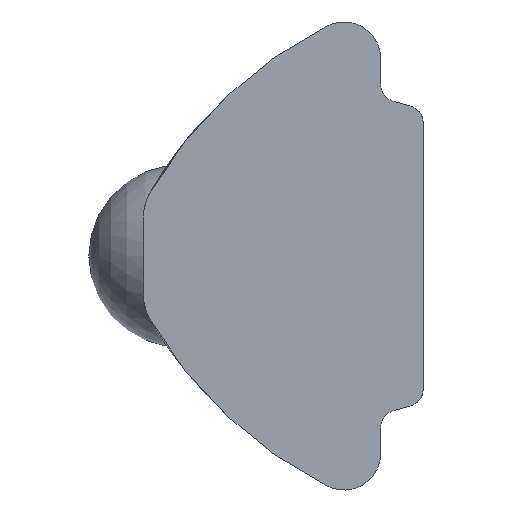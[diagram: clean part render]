
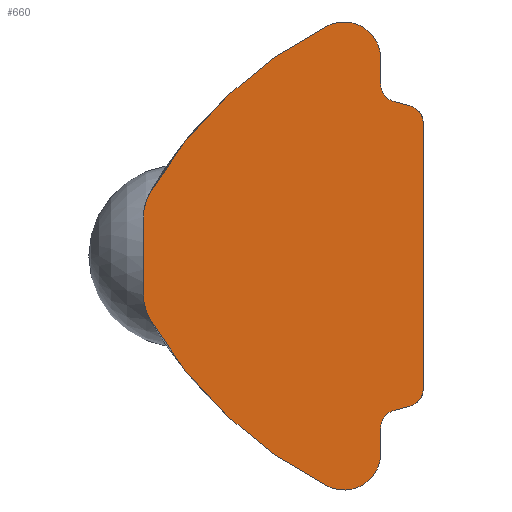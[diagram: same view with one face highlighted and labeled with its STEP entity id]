
A CAD part, left-side view. The second image highlights one B-rep face of the part: STEP entity #660.
In plain terms, the highlighted planar face has unit normal (-1, 0, 0).
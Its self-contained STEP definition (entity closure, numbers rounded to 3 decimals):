
#25=CIRCLE('',#685,7.);
#28=CIRCLE('',#689,0.3);
#29=CIRCLE('',#691,0.3);
#32=CIRCLE('',#695,7.);
#40=CIRCLE('',#711,0.8);
#42=CIRCLE('',#715,0.8);
#43=CIRCLE('',#717,0.6);
#45=CIRCLE('',#721,0.3);
#48=CIRCLE('',#728,0.3);
#50=CIRCLE('',#732,0.6);
#67=PLANE('',#737);
#234=ORIENTED_EDGE('',*,*,#302,.F.);
#235=ORIENTED_EDGE('',*,*,#355,.F.);
#236=ORIENTED_EDGE('',*,*,#352,.F.);
#237=ORIENTED_EDGE('',*,*,#349,.F.);
#238=ORIENTED_EDGE('',*,*,#329,.F.);
#239=ORIENTED_EDGE('',*,*,#378,.F.);
#240=ORIENTED_EDGE('',*,*,#375,.F.);
#241=ORIENTED_EDGE('',*,*,#372,.T.);
#242=ORIENTED_EDGE('',*,*,#369,.F.);
#243=ORIENTED_EDGE('',*,*,#319,.F.);
#244=ORIENTED_EDGE('',*,*,#347,.F.);
#245=ORIENTED_EDGE('',*,*,#311,.F.);
#246=ORIENTED_EDGE('',*,*,#365,.F.);
#247=ORIENTED_EDGE('',*,*,#362,.T.);
#248=ORIENTED_EDGE('',*,*,#359,.F.);
#249=ORIENTED_EDGE('',*,*,#356,.F.);
#302=EDGE_CURVE('',#399,#400,#25,.T.);
#311=EDGE_CURVE('',#408,#409,#28,.T.);
#319=EDGE_CURVE('',#416,#417,#29,.T.);
#329=EDGE_CURVE('',#425,#426,#32,.T.);
#347=EDGE_CURVE('',#409,#416,#474,.T.);
#349=EDGE_CURVE('',#426,#433,#40,.T.);
#352=EDGE_CURVE('',#433,#435,#476,.T.);
#355=EDGE_CURVE('',#435,#399,#42,.T.);
#356=EDGE_CURVE('',#400,#436,#43,.T.);
#359=EDGE_CURVE('',#436,#438,#479,.T.);
#362=EDGE_CURVE('',#440,#438,#45,.T.);
#365=EDGE_CURVE('',#440,#408,#483,.T.);
#369=EDGE_CURVE('',#417,#442,#486,.T.);
#372=EDGE_CURVE('',#444,#442,#48,.T.);
#375=EDGE_CURVE('',#444,#446,#490,.T.);
#378=EDGE_CURVE('',#446,#425,#50,.T.);
#399=VERTEX_POINT('',#981);
#400=VERTEX_POINT('',#983);
#408=VERTEX_POINT('',#1012);
#409=VERTEX_POINT('',#1014);
#416=VERTEX_POINT('',#1047);
#417=VERTEX_POINT('',#1049);
#425=VERTEX_POINT('',#1077);
#426=VERTEX_POINT('',#1079);
#433=VERTEX_POINT('',#1141);
#435=VERTEX_POINT('',#1147);
#436=VERTEX_POINT('',#1157);
#438=VERTEX_POINT('',#1163);
#440=VERTEX_POINT('',#1169);
#442=VERTEX_POINT('',#1181);
#444=VERTEX_POINT('',#1187);
#446=VERTEX_POINT('',#1193);
#474=LINE('',#1133,#518);
#476=LINE('',#1146,#520);
#479=LINE('',#1162,#523);
#483=LINE('',#1174,#527);
#486=LINE('',#1180,#530);
#490=LINE('',#1192,#534);
#518=VECTOR('',#833,1000.);
#520=VECTOR('',#843,1000.);
#523=VECTOR('',#858,1000.);
#527=VECTOR('',#870,1000.);
#530=VECTOR('',#879,1000.);
#534=VECTOR('',#891,1000.);
#566=EDGE_LOOP('',(#234,#235,#236,#237,#238,#239,#240,#241,#242,#243,#244,
#245,#246,#247,#248,#249));
#604=FACE_BOUND('',#566,.T.);
#660=ADVANCED_FACE('',(#604),#67,.F.);
#685=AXIS2_PLACEMENT_3D('',#982,#767,#768);
#689=AXIS2_PLACEMENT_3D('',#1013,#779,#780);
#691=AXIS2_PLACEMENT_3D('',#1048,#787,#788);
#695=AXIS2_PLACEMENT_3D('',#1078,#800,#801);
#711=AXIS2_PLACEMENT_3D('',#1140,#836,#837);
#715=AXIS2_PLACEMENT_3D('',#1154,#847,#848);
#717=AXIS2_PLACEMENT_3D('',#1156,#851,#852);
#721=AXIS2_PLACEMENT_3D('',#1168,#863,#864);
#728=AXIS2_PLACEMENT_3D('',#1186,#884,#885);
#732=AXIS2_PLACEMENT_3D('',#1198,#896,#897);
#737=AXIS2_PLACEMENT_3D('',#1204,#907,#908);
#767=DIRECTION('',(1.,0.,0.));
#768=DIRECTION('',(0.,0.,-1.));
#779=DIRECTION('',(1.,0.,0.));
#780=DIRECTION('',(0.,0.,-1.));
#787=DIRECTION('',(1.,0.,0.));
#788=DIRECTION('',(0.,0.,-1.));
#800=DIRECTION('',(1.,0.,0.));
#801=DIRECTION('',(0.,0.,-1.));
#833=DIRECTION('',(0.,0.,-1.));
#836=DIRECTION('',(1.,0.,0.));
#837=DIRECTION('',(0.,0.,-1.));
#843=DIRECTION('',(0.,0.,1.));
#847=DIRECTION('',(1.,0.,0.));
#848=DIRECTION('',(0.,0.,-1.));
#851=DIRECTION('',(1.,0.,0.));
#852=DIRECTION('',(0.,0.,-1.));
#858=DIRECTION('',(0.,0.,-1.));
#863=DIRECTION('',(1.,0.,0.));
#864=DIRECTION('',(0.,0.,-1.));
#870=DIRECTION('',(0.,-0.966,-0.259));
#879=DIRECTION('',(0.,0.966,-0.259));
#884=DIRECTION('',(1.,0.,0.));
#885=DIRECTION('',(0.,0.,-1.));
#891=DIRECTION('',(0.,0.,-1.));
#896=DIRECTION('',(1.,0.,0.));
#897=DIRECTION('',(0.,0.,-1.));
#907=DIRECTION('',(1.,0.,0.));
#908=DIRECTION('',(0.,0.,-1.));
#981=CARTESIAN_POINT('',(-5.75,4.492,1.043));
#982=CARTESIAN_POINT('',(-5.75,-1.56,-2.475));
#983=CARTESIAN_POINT('',(-5.75,1.568,3.787));
#1012=CARTESIAN_POINT('',(-5.75,0.222,2.472));
#1013=CARTESIAN_POINT('',(-5.75,0.3,2.182));
#1014=CARTESIAN_POINT('',(-5.75,0.,2.182));
#1047=CARTESIAN_POINT('',(-5.75,0.,-2.182));
#1048=CARTESIAN_POINT('',(-5.75,0.3,-2.182));
#1049=CARTESIAN_POINT('',(-5.75,0.222,-2.472));
#1077=CARTESIAN_POINT('',(-5.75,1.568,-3.787));
#1078=CARTESIAN_POINT('',(-5.75,-1.56,2.475));
#1079=CARTESIAN_POINT('',(-5.75,4.492,-1.043));
#1133=CARTESIAN_POINT('',(-5.75,0.,2.182));
#1140=CARTESIAN_POINT('',(-5.75,3.8,-0.641));
#1141=CARTESIAN_POINT('',(-5.75,4.6,-0.641));
#1146=CARTESIAN_POINT('',(-5.75,4.6,-0.641));
#1147=CARTESIAN_POINT('',(-5.75,4.6,0.641));
#1154=CARTESIAN_POINT('',(-5.75,3.8,0.641));
#1156=CARTESIAN_POINT('',(-5.75,1.3,3.25));
#1157=CARTESIAN_POINT('',(-5.75,0.7,3.25));
#1162=CARTESIAN_POINT('',(-5.75,0.7,3.25));
#1163=CARTESIAN_POINT('',(-5.75,0.7,2.83));
#1168=CARTESIAN_POINT('',(-5.75,0.4,2.83));
#1169=CARTESIAN_POINT('',(-5.75,0.478,2.54));
#1174=CARTESIAN_POINT('',(-5.75,0.478,2.54));
#1180=CARTESIAN_POINT('',(-5.75,0.222,-2.472));
#1181=CARTESIAN_POINT('',(-5.75,0.478,-2.54));
#1186=CARTESIAN_POINT('',(-5.75,0.4,-2.83));
#1187=CARTESIAN_POINT('',(-5.75,0.7,-2.83));
#1192=CARTESIAN_POINT('',(-5.75,0.7,-2.83));
#1193=CARTESIAN_POINT('',(-5.75,0.7,-3.25));
#1198=CARTESIAN_POINT('',(-5.75,1.3,-3.25));
#1204=CARTESIAN_POINT('',(-5.75,-1.56,-2.475));
